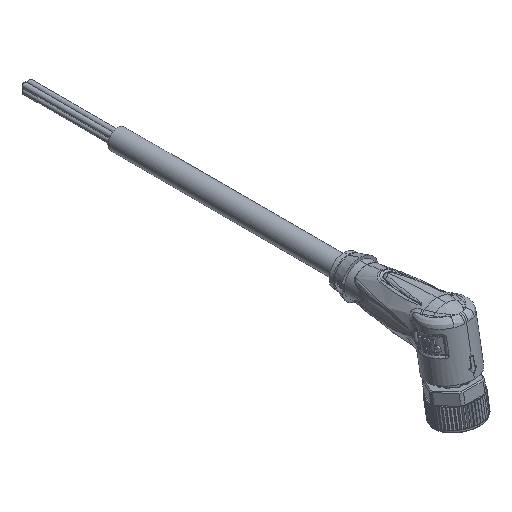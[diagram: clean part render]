
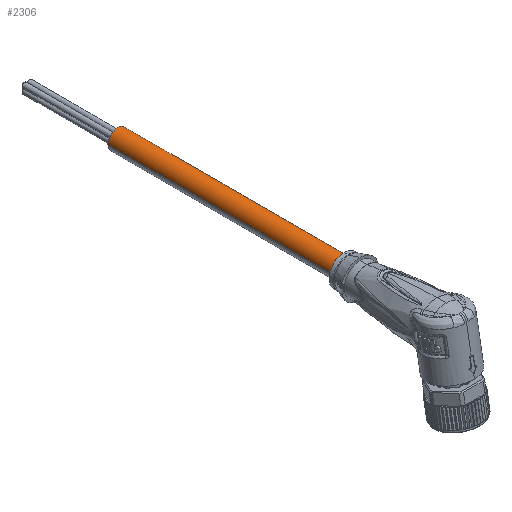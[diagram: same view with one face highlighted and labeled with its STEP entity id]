
A CAD part, isometric view. The second image highlights one B-rep face of the part: STEP entity #2306.
In plain terms, the highlighted cylindrical face has radius 2.15 mm (diameter 4.3 mm), a partial arc.
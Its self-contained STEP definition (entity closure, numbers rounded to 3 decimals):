
#2306=ADVANCED_FACE('',(#6540),#6541,.T.);
#6540=FACE_OUTER_BOUND('',#12388,.T.);
#6541=CYLINDRICAL_SURFACE('',#12389,2.15);
#12388=EDGE_LOOP('',(#67518,#67519,#67520,#67521));
#12389=AXIS2_PLACEMENT_3D('',#67522,#67523,#67524);
#67518=ORIENTED_EDGE('',*,*,#77493,.T.);
#67519=ORIENTED_EDGE('',*,*,#77498,.F.);
#67520=ORIENTED_EDGE('',*,*,#77495,.T.);
#67521=ORIENTED_EDGE('',*,*,#77499,.F.);
#67522=CARTESIAN_POINT('',(0.0,47.5,0.0));
#67523=DIRECTION('',(-0.0,1.0,0.0));
#67524=DIRECTION('',(1.0,0.0,0.0));
#77493=EDGE_CURVE('',#79938,#79939,#79940,.T.);
#77495=EDGE_CURVE('',#79943,#79941,#79944,.T.);
#77498=EDGE_CURVE('',#79943,#79939,#79947,.T.);
#77499=EDGE_CURVE('',#79938,#79941,#79948,.T.);
#79938=VERTEX_POINT('',#83276);
#79939=VERTEX_POINT('',#83277);
#79940=LINE('',#83278,#83279);
#79941=VERTEX_POINT('',#83280);
#79943=VERTEX_POINT('',#83282);
#79944=LINE('',#83283,#83284);
#79947=CIRCLE('',#83287,2.15);
#79948=CIRCLE('',#83288,2.15);
#83276=CARTESIAN_POINT('',(2.15,22.5,0.0));
#83277=CARTESIAN_POINT('',(2.15,72.5,0.0));
#83278=CARTESIAN_POINT('',(2.15,47.5,0.));
#83279=VECTOR('',#91807,1.0);
#83280=CARTESIAN_POINT('',(-2.15,22.5,0.));
#83282=CARTESIAN_POINT('',(-2.15,72.5,0.));
#83283=CARTESIAN_POINT('',(-2.15,47.5,0.));
#83284=VECTOR('',#91811,1.0);
#83287=AXIS2_PLACEMENT_3D('',#91815,#91816,#91817);
#83288=AXIS2_PLACEMENT_3D('',#91818,#91819,#91820);
#91807=DIRECTION('',(0.0,1.0,0.0));
#91811=DIRECTION('',(-0.0,-1.0,-0.0));
#91815=CARTESIAN_POINT('',(0.0,72.5,0.0));
#91816=DIRECTION('',(-0.0,1.0,0.0));
#91817=DIRECTION('',(1.0,0.0,0.0));
#91818=CARTESIAN_POINT('',(0.0,22.5,0.0));
#91819=DIRECTION('',(0.0,-1.0,0.0));
#91820=DIRECTION('',(1.0,0.0,0.0));
